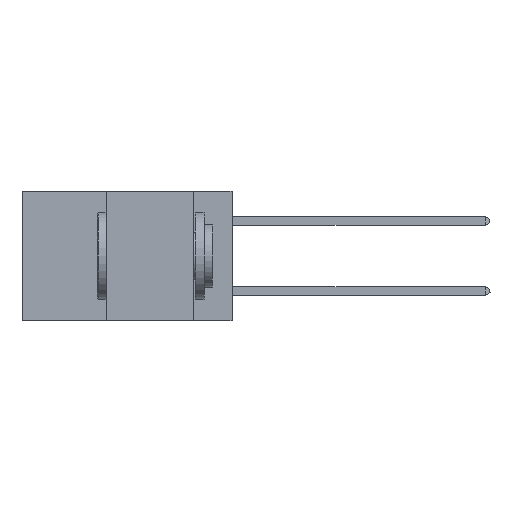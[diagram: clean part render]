
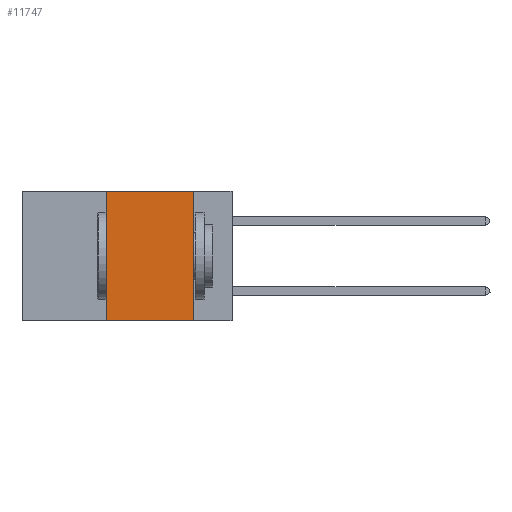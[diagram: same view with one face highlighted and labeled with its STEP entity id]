
A CAD part, left-side view. The second image highlights one B-rep face of the part: STEP entity #11747.
In plain terms, the highlighted planar face has unit normal (-1, 0, 0).
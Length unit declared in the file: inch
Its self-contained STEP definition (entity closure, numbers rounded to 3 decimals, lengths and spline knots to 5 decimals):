
#1077 = DIRECTION ( 'NONE',  ( 0., 0., -1. ) ) ;
#1318 = EDGE_CURVE ( 'NONE', #23960, #9143, #27833, .T. ) ;
#1645 = ORIENTED_EDGE ( 'NONE', *, *, #1318, .F. ) ;
#2020 = VECTOR ( 'NONE', #13390, 39.37008 ) ;
#2740 = VECTOR ( 'NONE', #17091, 39.37008 ) ;
#3904 = LINE ( 'NONE', #5943, #2020 ) ;
#5611 = AXIS2_PLACEMENT_3D ( 'NONE', #8498, #27759, #1077 ) ;
#5943 = CARTESIAN_POINT ( 'NONE',  ( 0., 0.11, 0. ) ) ;
#6308 = EDGE_CURVE ( 'NONE', #22094, #23960, #16460, .T. ) ;
#6808 = EDGE_LOOP ( 'NONE', ( #30664, #1645, #10247, #26821 ) ) ;
#7145 = VECTOR ( 'NONE', #20945, 39.37008 ) ;
#7595 = CARTESIAN_POINT ( 'NONE',  ( 0., 0.6, 0. ) ) ;
#8498 = CARTESIAN_POINT ( 'NONE',  ( 0., 0.6, 0. ) ) ;
#9143 = VERTEX_POINT ( 'NONE', #21410 ) ;
#10247 = ORIENTED_EDGE ( 'NONE', *, *, #6308, .F. ) ;
#11091 = CARTESIAN_POINT ( 'NONE',  ( 0., 0.6, -0.37 ) ) ;
#11747 = ADVANCED_FACE ( 'NONE', ( #13538 ), #15933, .F. ) ;
#13390 = DIRECTION ( 'NONE',  ( 0., 0., -1. ) ) ;
#13538 = FACE_OUTER_BOUND ( 'NONE', #6808, .T. ) ;
#13955 = EDGE_CURVE ( 'NONE', #22094, #20145, #15892, .T. ) ;
#14113 = VECTOR ( 'NONE', #24261, 39.37008 ) ;
#14204 = CARTESIAN_POINT ( 'NONE',  ( 0., 0.11, -0.37 ) ) ;
#14635 = CARTESIAN_POINT ( 'NONE',  ( 0., 0.36, -0.37 ) ) ;
#15892 = LINE ( 'NONE', #11091, #7145 ) ;
#15933 = PLANE ( 'NONE',  #5611 ) ;
#16460 = LINE ( 'NONE', #26590, #2740 ) ;
#17091 = DIRECTION ( 'NONE',  ( 0., 0., 1. ) ) ;
#18353 = CARTESIAN_POINT ( 'NONE',  ( 0., 0.36, 0. ) ) ;
#20145 = VERTEX_POINT ( 'NONE', #14204 ) ;
#20945 = DIRECTION ( 'NONE',  ( 0., -1., 0. ) ) ;
#21410 = CARTESIAN_POINT ( 'NONE',  ( 0., 0.11, 0. ) ) ;
#22094 = VERTEX_POINT ( 'NONE', #14635 ) ;
#23960 = VERTEX_POINT ( 'NONE', #18353 ) ;
#24261 = DIRECTION ( 'NONE',  ( 0., -1., 0. ) ) ;
#26590 = CARTESIAN_POINT ( 'NONE',  ( 0., 0.36, 0. ) ) ;
#26821 = ORIENTED_EDGE ( 'NONE', *, *, #13955, .T. ) ;
#27759 = DIRECTION ( 'NONE',  ( 1., 0., 0. ) ) ;
#27833 = LINE ( 'NONE', #7595, #14113 ) ;
#30664 = ORIENTED_EDGE ( 'NONE', *, *, #31245, .F. ) ;
#31245 = EDGE_CURVE ( 'NONE', #9143, #20145, #3904, .T. ) ;
